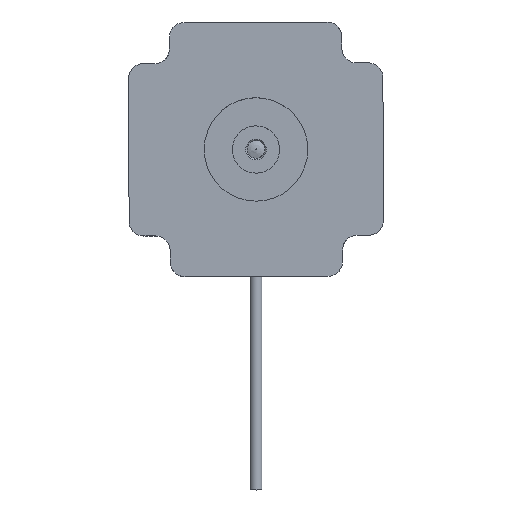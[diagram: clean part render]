
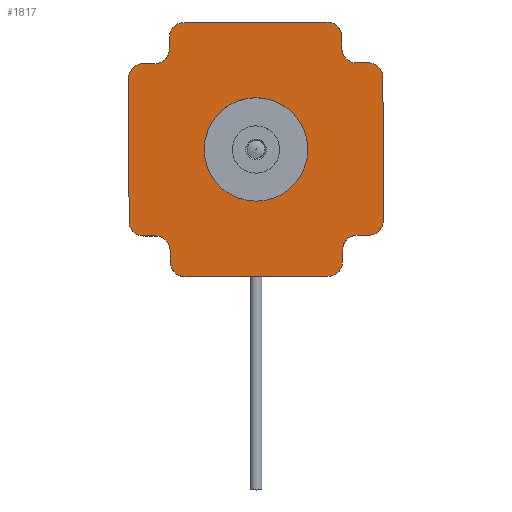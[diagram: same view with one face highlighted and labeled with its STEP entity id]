
A CAD part, top view. The second image highlights one B-rep face of the part: STEP entity #1817.
In plain terms, the highlighted face is planar.
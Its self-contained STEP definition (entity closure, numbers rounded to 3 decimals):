
#112=FACE_BOUND('',#404,.T.);
#180=PLANE('',#2127);
#265=FACE_OUTER_BOUND('',#403,.T.);
#403=EDGE_LOOP('',(#1571,#1572,#1573,#1574,#1575,#1576,#1577,#1578,#1579,
#1580,#1581,#1582,#1583,#1584,#1585,#1586,#1587,#1588,#1589,#1590,#1591,
#1592,#1593,#1594));
#404=EDGE_LOOP('',(#1595));
#499=LINE('',#3408,#603);
#501=LINE('',#3413,#605);
#504=LINE('',#3419,#608);
#507=LINE('',#3425,#611);
#511=LINE('',#3432,#615);
#514=LINE('',#3438,#618);
#517=LINE('',#3444,#621);
#520=LINE('',#3450,#624);
#522=LINE('',#3455,#626);
#525=LINE('',#3461,#629);
#528=LINE('',#3467,#632);
#532=LINE('',#3474,#636);
#603=VECTOR('',#2590,1000.);
#605=VECTOR('',#2594,1000.);
#608=VECTOR('',#2599,1000.);
#611=VECTOR('',#2604,1000.);
#615=VECTOR('',#2610,1000.);
#618=VECTOR('',#2615,1000.);
#621=VECTOR('',#2620,1000.);
#624=VECTOR('',#2625,1000.);
#626=VECTOR('',#2629,1000.);
#629=VECTOR('',#2634,1000.);
#632=VECTOR('',#2639,1000.);
#636=VECTOR('',#2645,1000.);
#725=CIRCLE('',#2098,17.5);
#740=CIRCLE('',#2128,5.);
#741=CIRCLE('',#2129,5.);
#742=CIRCLE('',#2130,5.);
#743=CIRCLE('',#2131,5.);
#744=CIRCLE('',#2132,5.);
#745=CIRCLE('',#2133,5.);
#746=CIRCLE('',#2134,5.);
#747=CIRCLE('',#2135,5.);
#748=CIRCLE('',#2136,5.);
#749=CIRCLE('',#2137,5.);
#750=CIRCLE('',#2138,5.);
#751=CIRCLE('',#2139,5.);
#870=VERTEX_POINT('',#3237);
#897=VERTEX_POINT('',#3404);
#898=VERTEX_POINT('',#3406);
#899=VERTEX_POINT('',#3410);
#900=VERTEX_POINT('',#3412);
#901=VERTEX_POINT('',#3416);
#902=VERTEX_POINT('',#3418);
#903=VERTEX_POINT('',#3422);
#904=VERTEX_POINT('',#3424);
#905=VERTEX_POINT('',#3428);
#906=VERTEX_POINT('',#3430);
#907=VERTEX_POINT('',#3434);
#908=VERTEX_POINT('',#3436);
#909=VERTEX_POINT('',#3440);
#910=VERTEX_POINT('',#3442);
#911=VERTEX_POINT('',#3446);
#912=VERTEX_POINT('',#3448);
#913=VERTEX_POINT('',#3452);
#914=VERTEX_POINT('',#3454);
#915=VERTEX_POINT('',#3458);
#916=VERTEX_POINT('',#3460);
#917=VERTEX_POINT('',#3464);
#918=VERTEX_POINT('',#3466);
#919=VERTEX_POINT('',#3470);
#920=VERTEX_POINT('',#3472);
#1088=EDGE_CURVE('',#870,#870,#725,.T.);
#1118=EDGE_CURVE('',#897,#898,#499,.T.);
#1120=EDGE_CURVE('',#899,#900,#501,.T.);
#1123=EDGE_CURVE('',#901,#902,#504,.T.);
#1126=EDGE_CURVE('',#903,#904,#507,.T.);
#1130=EDGE_CURVE('',#905,#906,#511,.T.);
#1133=EDGE_CURVE('',#907,#908,#514,.T.);
#1136=EDGE_CURVE('',#909,#910,#517,.T.);
#1139=EDGE_CURVE('',#911,#912,#520,.T.);
#1141=EDGE_CURVE('',#913,#914,#522,.T.);
#1144=EDGE_CURVE('',#915,#916,#525,.T.);
#1147=EDGE_CURVE('',#917,#918,#528,.T.);
#1151=EDGE_CURVE('',#919,#920,#532,.T.);
#1152=EDGE_CURVE('',#898,#900,#740,.T.);
#1153=EDGE_CURVE('',#899,#902,#741,.T.);
#1154=EDGE_CURVE('',#901,#904,#742,.T.);
#1155=EDGE_CURVE('',#903,#905,#743,.T.);
#1156=EDGE_CURVE('',#906,#907,#744,.T.);
#1157=EDGE_CURVE('',#908,#909,#745,.T.);
#1158=EDGE_CURVE('',#910,#911,#746,.T.);
#1159=EDGE_CURVE('',#912,#914,#747,.T.);
#1160=EDGE_CURVE('',#913,#916,#748,.T.);
#1161=EDGE_CURVE('',#915,#918,#749,.T.);
#1162=EDGE_CURVE('',#917,#919,#750,.T.);
#1163=EDGE_CURVE('',#920,#897,#751,.T.);
#1571=ORIENTED_EDGE('',*,*,#1118,.T.);
#1572=ORIENTED_EDGE('',*,*,#1152,.T.);
#1573=ORIENTED_EDGE('',*,*,#1120,.F.);
#1574=ORIENTED_EDGE('',*,*,#1153,.T.);
#1575=ORIENTED_EDGE('',*,*,#1123,.F.);
#1576=ORIENTED_EDGE('',*,*,#1154,.T.);
#1577=ORIENTED_EDGE('',*,*,#1126,.F.);
#1578=ORIENTED_EDGE('',*,*,#1155,.T.);
#1579=ORIENTED_EDGE('',*,*,#1130,.T.);
#1580=ORIENTED_EDGE('',*,*,#1156,.T.);
#1581=ORIENTED_EDGE('',*,*,#1133,.T.);
#1582=ORIENTED_EDGE('',*,*,#1157,.T.);
#1583=ORIENTED_EDGE('',*,*,#1136,.T.);
#1584=ORIENTED_EDGE('',*,*,#1158,.T.);
#1585=ORIENTED_EDGE('',*,*,#1139,.T.);
#1586=ORIENTED_EDGE('',*,*,#1159,.T.);
#1587=ORIENTED_EDGE('',*,*,#1141,.F.);
#1588=ORIENTED_EDGE('',*,*,#1160,.T.);
#1589=ORIENTED_EDGE('',*,*,#1144,.F.);
#1590=ORIENTED_EDGE('',*,*,#1161,.T.);
#1591=ORIENTED_EDGE('',*,*,#1147,.F.);
#1592=ORIENTED_EDGE('',*,*,#1162,.T.);
#1593=ORIENTED_EDGE('',*,*,#1151,.T.);
#1594=ORIENTED_EDGE('',*,*,#1163,.T.);
#1595=ORIENTED_EDGE('',*,*,#1088,.F.);
#1817=ADVANCED_FACE('',(#265,#112),#180,.F.);
#2098=AXIS2_PLACEMENT_3D('',#3239,#2551,#2552);
#2127=AXIS2_PLACEMENT_3D('',#3475,#2646,#2647);
#2128=AXIS2_PLACEMENT_3D('',#3476,#2648,#2649);
#2129=AXIS2_PLACEMENT_3D('',#3477,#2650,#2651);
#2130=AXIS2_PLACEMENT_3D('',#3478,#2652,#2653);
#2131=AXIS2_PLACEMENT_3D('',#3479,#2654,#2655);
#2132=AXIS2_PLACEMENT_3D('',#3480,#2656,#2657);
#2133=AXIS2_PLACEMENT_3D('',#3481,#2658,#2659);
#2134=AXIS2_PLACEMENT_3D('',#3482,#2660,#2661);
#2135=AXIS2_PLACEMENT_3D('',#3483,#2662,#2663);
#2136=AXIS2_PLACEMENT_3D('',#3484,#2664,#2665);
#2137=AXIS2_PLACEMENT_3D('',#3485,#2666,#2667);
#2138=AXIS2_PLACEMENT_3D('',#3486,#2668,#2669);
#2139=AXIS2_PLACEMENT_3D('',#3487,#2670,#2671);
#2551=DIRECTION('center_axis',(0.,0.,-1.));
#2552=DIRECTION('ref_axis',(-1.,0.,0.));
#2590=DIRECTION('',(-1.,0.,0.));
#2594=DIRECTION('',(0.,-1.,0.));
#2599=DIRECTION('',(-1.,0.,0.));
#2604=DIRECTION('',(0.,-1.,0.));
#2610=DIRECTION('',(1.,0.,0.));
#2615=DIRECTION('',(0.,-1.,0.));
#2620=DIRECTION('',(1.,0.,0.));
#2625=DIRECTION('',(0.,-1.,0.));
#2629=DIRECTION('',(1.,0.,0.));
#2634=DIRECTION('',(0.,1.,0.));
#2639=DIRECTION('',(1.,0.,0.));
#2645=DIRECTION('',(0.,1.,0.));
#2646=DIRECTION('center_axis',(0.,0.,1.));
#2647=DIRECTION('ref_axis',(1.,0.,0.));
#2648=DIRECTION('center_axis',(0.,0.,-1.));
#2649=DIRECTION('ref_axis',(1.,0.,0.));
#2650=DIRECTION('center_axis',(0.,0.,-1.));
#2651=DIRECTION('ref_axis',(1.,0.,0.));
#2652=DIRECTION('center_axis',(0.,0.,1.));
#2653=DIRECTION('ref_axis',(1.,0.,0.));
#2654=DIRECTION('center_axis',(0.,0.,-1.));
#2655=DIRECTION('ref_axis',(1.,0.,0.));
#2656=DIRECTION('center_axis',(0.,0.,-1.));
#2657=DIRECTION('ref_axis',(1.,0.,0.));
#2658=DIRECTION('center_axis',(0.,0.,1.));
#2659=DIRECTION('ref_axis',(1.,0.,0.));
#2660=DIRECTION('center_axis',(0.,0.,-1.));
#2661=DIRECTION('ref_axis',(1.,0.,0.));
#2662=DIRECTION('center_axis',(0.,0.,-1.));
#2663=DIRECTION('ref_axis',(1.,0.,0.));
#2664=DIRECTION('center_axis',(0.,0.,1.));
#2665=DIRECTION('ref_axis',(1.,0.,0.));
#2666=DIRECTION('center_axis',(0.,0.,-1.));
#2667=DIRECTION('ref_axis',(1.,0.,0.));
#2668=DIRECTION('center_axis',(0.,0.,-1.));
#2669=DIRECTION('ref_axis',(1.,0.,0.));
#2670=DIRECTION('center_axis',(0.,0.,1.));
#2671=DIRECTION('ref_axis',(1.,0.,0.));
#3237=CARTESIAN_POINT('',(17.5,0.,-20.));
#3239=CARTESIAN_POINT('Origin',(0.,0.,-20.));
#3404=CARTESIAN_POINT('',(-34.131,-29.131,-20.));
#3406=CARTESIAN_POINT('',(-38.,-29.131,-20.));
#3408=CARTESIAN_POINT('',(0.,-29.131,-20.));
#3410=CARTESIAN_POINT('',(-43.,24.131,-20.));
#3412=CARTESIAN_POINT('',(-43.,-24.131,-20.));
#3413=CARTESIAN_POINT('',(-43.,0.,-20.));
#3416=CARTESIAN_POINT('',(-34.131,29.131,-20.));
#3418=CARTESIAN_POINT('',(-38.,29.131,-20.));
#3419=CARTESIAN_POINT('',(0.,29.131,-20.));
#3422=CARTESIAN_POINT('',(-29.131,38.,-20.));
#3424=CARTESIAN_POINT('',(-29.131,34.131,-20.));
#3425=CARTESIAN_POINT('',(-29.131,0.,-20.));
#3428=CARTESIAN_POINT('',(-24.131,43.,-20.));
#3430=CARTESIAN_POINT('',(24.131,43.,-20.));
#3432=CARTESIAN_POINT('',(0.,43.,-20.));
#3434=CARTESIAN_POINT('',(29.131,38.,-20.));
#3436=CARTESIAN_POINT('',(29.131,34.131,-20.));
#3438=CARTESIAN_POINT('',(29.131,0.,-20.));
#3440=CARTESIAN_POINT('',(34.131,29.131,-20.));
#3442=CARTESIAN_POINT('',(38.,29.131,-20.));
#3444=CARTESIAN_POINT('',(0.,29.131,-20.));
#3446=CARTESIAN_POINT('',(43.,24.131,-20.));
#3448=CARTESIAN_POINT('',(43.,-24.131,-20.));
#3450=CARTESIAN_POINT('',(43.,0.,-20.));
#3452=CARTESIAN_POINT('',(34.131,-29.131,-20.));
#3454=CARTESIAN_POINT('',(38.,-29.131,-20.));
#3455=CARTESIAN_POINT('',(0.,-29.131,-20.));
#3458=CARTESIAN_POINT('',(29.131,-38.,-20.));
#3460=CARTESIAN_POINT('',(29.131,-34.131,-20.));
#3461=CARTESIAN_POINT('',(29.131,0.,-20.));
#3464=CARTESIAN_POINT('',(-24.131,-43.,-20.));
#3466=CARTESIAN_POINT('',(24.131,-43.,-20.));
#3467=CARTESIAN_POINT('',(0.,-43.,-20.));
#3470=CARTESIAN_POINT('',(-29.131,-38.,-20.));
#3472=CARTESIAN_POINT('',(-29.131,-34.131,-20.));
#3474=CARTESIAN_POINT('',(-29.131,0.,-20.));
#3475=CARTESIAN_POINT('Origin',(0.,0.,-20.));
#3476=CARTESIAN_POINT('Origin',(-38.,-24.131,-20.));
#3477=CARTESIAN_POINT('Origin',(-38.,24.131,-20.));
#3478=CARTESIAN_POINT('Origin',(-34.131,34.131,-20.));
#3479=CARTESIAN_POINT('Origin',(-24.131,38.,-20.));
#3480=CARTESIAN_POINT('Origin',(24.131,38.,-20.));
#3481=CARTESIAN_POINT('Origin',(34.131,34.131,-20.));
#3482=CARTESIAN_POINT('Origin',(38.,24.131,-20.));
#3483=CARTESIAN_POINT('Origin',(38.,-24.131,-20.));
#3484=CARTESIAN_POINT('Origin',(34.131,-34.131,-20.));
#3485=CARTESIAN_POINT('Origin',(24.131,-38.,-20.));
#3486=CARTESIAN_POINT('Origin',(-24.131,-38.,-20.));
#3487=CARTESIAN_POINT('Origin',(-34.131,-34.131,-20.));
